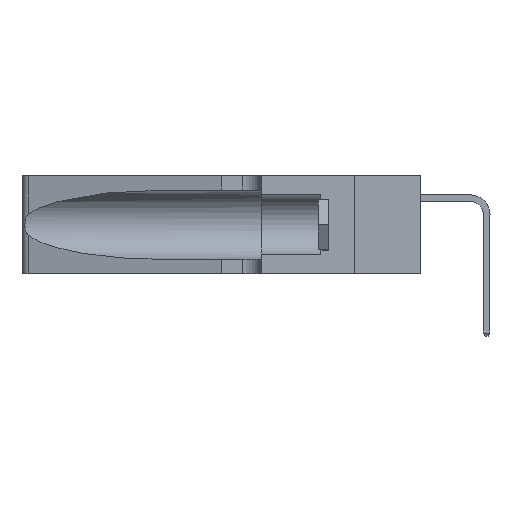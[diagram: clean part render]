
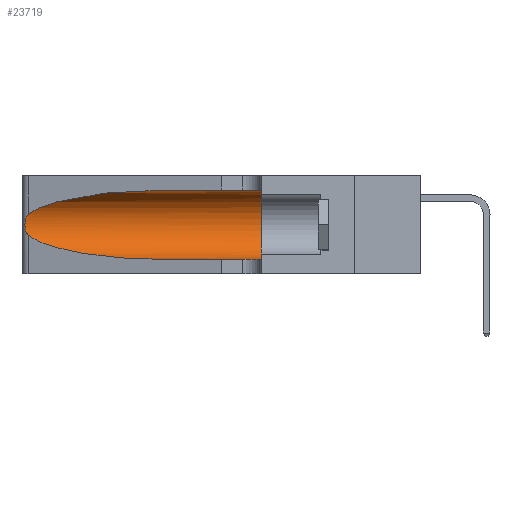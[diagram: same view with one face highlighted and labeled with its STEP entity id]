
A CAD part, left-side view. The second image highlights one B-rep face of the part: STEP entity #23719.
In plain terms, the highlighted cylindrical face has radius 3.308 mm (diameter 6.617 mm), a partial arc.
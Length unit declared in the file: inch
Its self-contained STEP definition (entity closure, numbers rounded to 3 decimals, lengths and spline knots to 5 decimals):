
#1769 = CARTESIAN_POINT ( 'NONE',  ( 0.25487, 1.22718, 0.14631 ) ) ;
#2352 = LINE ( 'NONE', #14774, #26429 ) ;
#2945 = ORIENTED_EDGE ( 'NONE', *, *, #21816, .T. ) ;
#4739 = CARTESIAN_POINT ( 'NONE',  ( 0.25487, 1.22718, 0.22369 ) ) ;
#5695 = B_SPLINE_CURVE_WITH_KNOTS ( 'NONE', 3,
 ( #4739, #20381, #10928, #26743, #7908, #29866, #11063, #33052, #14207, #36197, #17364, #39316, #20515, #1769 ),
 .UNSPECIFIED., .F., .F.,
 ( 4, 2, 2, 2, 2, 2, 4 ),
 ( 0., 0.00027, 0.00053, 0.00107, 0.0016, 0.00187, 0.00214 ),
 .UNSPECIFIED. ) ;
#5924 = CARTESIAN_POINT ( 'NONE',  ( 0.1305, 0.35, 0.31525 ) ) ;
#6487 = CARTESIAN_POINT ( 'NONE',  ( 0.1305, 1.61858, 0.185 ) ) ;
#7034 = ORIENTED_EDGE ( 'NONE', *, *, #27914, .F. ) ;
#7268 = AXIS2_PLACEMENT_3D ( 'NONE', #8233, #30199, #11387 ) ;
#7393 = ORIENTED_EDGE ( 'NONE', *, *, #16552, .T. ) ;
#7437 = CARTESIAN_POINT ( 'NONE',  ( 0.1305, 0.72297, 0.31525 ) ) ;
#7908 = CARTESIAN_POINT ( 'NONE',  ( 0.25854, 1.2359, 0.20912 ) ) ;
#8206 = CARTESIAN_POINT ( 'NONE',  ( 0.1305, 1.61858, 0.05475 ) ) ;
#8233 = CARTESIAN_POINT ( 'NONE',  ( 0.1305, 0.35, 0.185 ) ) ;
#8239 = AXIS2_PLACEMENT_3D ( 'NONE', #6487, #31594, #12797 ) ;
#10870 = CARTESIAN_POINT ( 'NONE',  ( 0.2373, 1.15595, 0.08982 ) ) ;
#10928 = CARTESIAN_POINT ( 'NONE',  ( 0.25639, 1.23184, 0.21858 ) ) ;
#11063 = CARTESIAN_POINT ( 'NONE',  ( 0.26075, 1.23896, 0.19203 ) ) ;
#11387 = DIRECTION ( 'NONE',  ( 0., 0., 1. ) ) ;
#12555 = VERTEX_POINT ( 'NONE', #24358 ) ;
#12797 = DIRECTION ( 'NONE',  ( 0., 0., -1. ) ) ;
#14207 = CARTESIAN_POINT ( 'NONE',  ( 0.26017, 1.23833, 0.17102 ) ) ;
#14774 = CARTESIAN_POINT ( 'NONE',  ( 0.1305, 1.61858, 0.31525 ) ) ;
#15582 = VERTEX_POINT ( 'NONE', #5924 ) ;
#16552 = EDGE_CURVE ( 'NONE', #22461, #21698, #5695, .T. ) ;
#16597 = CYLINDRICAL_SURFACE ( 'NONE', #8239, 0.13025 ) ;
#16831 = LINE ( 'NONE', #8206, #32579 ) ;
#17019 = CARTESIAN_POINT ( 'NONE',  ( 0.18966, 0.96281, 0.31525 ) ) ;
#17169 = CARTESIAN_POINT ( 'NONE',  ( 0.1305, 0.72297, 0.05475 ) ) ;
#17364 = CARTESIAN_POINT ( 'NONE',  ( 0.25789, 1.23486, 0.15765 ) ) ;
#17585 = FACE_OUTER_BOUND ( 'NONE', #27072, .T. ) ;
#17847 = ORIENTED_EDGE ( 'NONE', *, *, #34347, .F. ) ;
#19646 = CARTESIAN_POINT ( 'NONE',  ( 0.25487, 1.22718, 0.14631 ) ) ;
#20174 = CARTESIAN_POINT ( 'NONE',  ( 0.25487, 1.22718, 0.22369 ) ) ;
#20181 = CARTESIAN_POINT ( 'NONE',  ( 0.25487, 1.22718, 0.14631 ) ) ;
#20381 = CARTESIAN_POINT ( 'NONE',  ( 0.25555, 1.22994, 0.2215 ) ) ;
#20515 = CARTESIAN_POINT ( 'NONE',  ( 0.25555, 1.22993, 0.14849 ) ) ;
#21013 = CARTESIAN_POINT ( 'NONE',  ( 0.1305, 0.72297, 0.31525 ) ) ;
#21698 = VERTEX_POINT ( 'NONE', #19646 ) ;
#21816 = EDGE_CURVE ( 'NONE', #36290, #22461, #39128, .T. ) ;
#22461 = VERTEX_POINT ( 'NONE', #30175 ) ;
#23623 = ORIENTED_EDGE ( 'NONE', *, *, #39181, .T. ) ;
#23719 = ADVANCED_FACE ( 'NONE', ( #17585 ), #16597, .F. ) ;
#23832 = VERTEX_POINT ( 'NONE', #35315 ) ;
#24358 = CARTESIAN_POINT ( 'NONE',  ( 0.1305, 0.72297, 0.05475 ) ) ;
#26429 = VECTOR ( 'NONE', #33618, 39.37008 ) ;
#26743 = CARTESIAN_POINT ( 'NONE',  ( 0.25787, 1.23484, 0.2124 ) ) ;
#27041 = DIRECTION ( 'NONE',  ( 0., -1., 0. ) ) ;
#27072 = EDGE_LOOP ( 'NONE', ( #2945, #7393, #23623, #28068, #7034, #17847 ) ) ;
#27914 = EDGE_CURVE ( 'NONE', #15582, #23832, #39629, .T. ) ;
#28068 = ORIENTED_EDGE ( 'NONE', *, *, #30881, .T. ) ;
#28841 =( BOUNDED_CURVE ( )  B_SPLINE_CURVE ( 3, ( #20181, #10870, #35998, #17169 ),
 .UNSPECIFIED., .F., .F. ) 
 B_SPLINE_CURVE_WITH_KNOTS ( ( 4, 4 ),
 ( 3.44316, 4.71239 ),
 .UNSPECIFIED. ) 
 CURVE ( )  GEOMETRIC_REPRESENTATION_ITEM ( )  RATIONAL_B_SPLINE_CURVE ( ( 1., 0.87, 0.87, 1. ) ) 
 REPRESENTATION_ITEM ( '' )  );
#29866 = CARTESIAN_POINT ( 'NONE',  ( 0.26018, 1.23835, 0.19895 ) ) ;
#30175 = CARTESIAN_POINT ( 'NONE',  ( 0.25487, 1.22718, 0.22369 ) ) ;
#30199 = DIRECTION ( 'NONE',  ( 0., 1., 0. ) ) ;
#30881 = EDGE_CURVE ( 'NONE', #12555, #23832, #16831, .T. ) ;
#31594 = DIRECTION ( 'NONE',  ( 0., -1., 0. ) ) ;
#32579 = VECTOR ( 'NONE', #27041, 39.37008 ) ;
#33052 = CARTESIAN_POINT ( 'NONE',  ( 0.26075, 1.23896, 0.178 ) ) ;
#33618 = DIRECTION ( 'NONE',  ( 0., -1., 0. ) ) ;
#34347 = EDGE_CURVE ( 'NONE', #36290, #15582, #2352, .T. ) ;
#35315 = CARTESIAN_POINT ( 'NONE',  ( 0.1305, 0.35, 0.05475 ) ) ;
#35998 = CARTESIAN_POINT ( 'NONE',  ( 0.18966, 0.96281, 0.05475 ) ) ;
#36197 = CARTESIAN_POINT ( 'NONE',  ( 0.25856, 1.23593, 0.16098 ) ) ;
#36290 = VERTEX_POINT ( 'NONE', #21013 ) ;
#38986 = CARTESIAN_POINT ( 'NONE',  ( 0.2373, 1.15595, 0.28018 ) ) ;
#39128 =( BOUNDED_CURVE ( )  B_SPLINE_CURVE ( 3, ( #7437, #17019, #38986, #20174 ),
 .UNSPECIFIED., .F., .F. ) 
 B_SPLINE_CURVE_WITH_KNOTS ( ( 4, 4 ),
 ( 1.5708, 2.84003 ),
 .UNSPECIFIED. ) 
 CURVE ( )  GEOMETRIC_REPRESENTATION_ITEM ( )  RATIONAL_B_SPLINE_CURVE ( ( 1., 0.87, 0.87, 1. ) ) 
 REPRESENTATION_ITEM ( '' )  );
#39181 = EDGE_CURVE ( 'NONE', #21698, #12555, #28841, .T. ) ;
#39316 = CARTESIAN_POINT ( 'NONE',  ( 0.25639, 1.23186, 0.15144 ) ) ;
#39629 = CIRCLE ( 'NONE', #7268, 0.13025 ) ;
